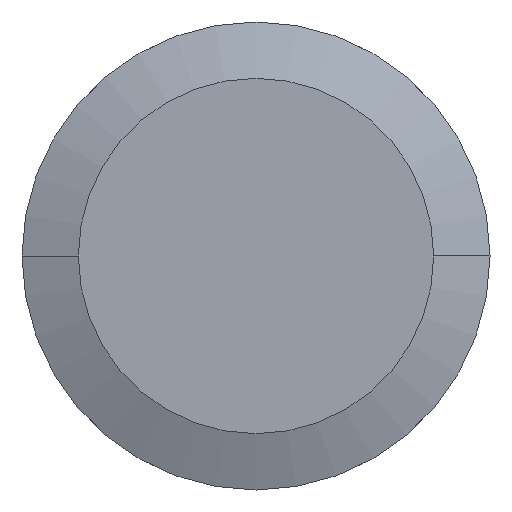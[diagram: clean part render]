
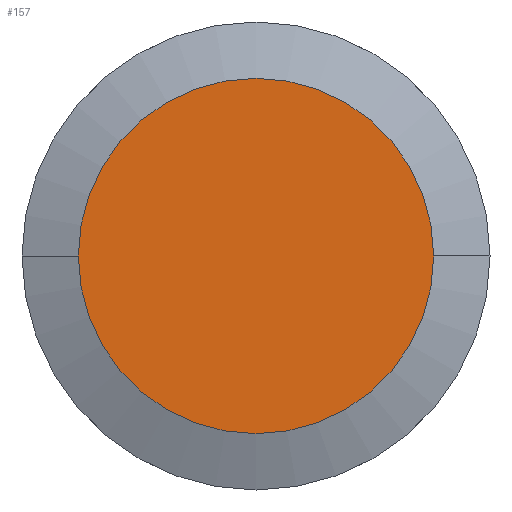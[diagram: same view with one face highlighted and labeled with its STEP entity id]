
A CAD part, front view. The second image highlights one B-rep face of the part: STEP entity #157.
In plain terms, the highlighted planar face has unit normal (0, -1, 0).
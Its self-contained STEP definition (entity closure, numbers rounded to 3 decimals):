
#137=CARTESIAN_POINT('POINT9',(11.011,-10.,
   0.));
#138=VERTEX_POINT('VERTEX9',#137);
#139=CARTESIAN_POINT('POINT10',(-11.011,-10.,
   0.));
#140=VERTEX_POINT('VERTEX10',#139);
#141=CARTESIAN_POINT('POS15',(0.,-10.,0.))
   ;
#142=DIRECTION('DIR29',(0.,1.,0.));
#143=DIRECTION('DIR30',(1.,0.,0.));
#144=AXIS2_PLACEMENT_3D('AXIS15',#141,#142,#143);
#145=CIRCLE('ELLIPSE11',#144,11.011);
#146=EDGE_CURVE('EDGE13',#138,#140,#145,.T.);
#147=ORIENTED_EDGE('COEDGE21',*,*,#146,.F.);
#148=EDGE_CURVE('EDGE14',#140,#138,#145,.T.);
#149=ORIENTED_EDGE('COEDGE22',*,*,#148,.F.);
#150=EDGE_LOOP('NONE',(#147,#149));
#151=FACE_BOUND('LOOP1',#150,.T.);
#152=CARTESIAN_POINT('POS16',(5.505,-10.,
   0.));
#153=DIRECTION('DIR31',(0.,-1.,0.));
#154=DIRECTION('DIR32',(1.,0.,0.));
#155=AXIS2_PLACEMENT_3D('AXIS16',#152,#153,#154);
#156=PLANE('PLANE3',#155);
#157=ADVANCED_FACE('FACE7',(#151),#156,.T.);
